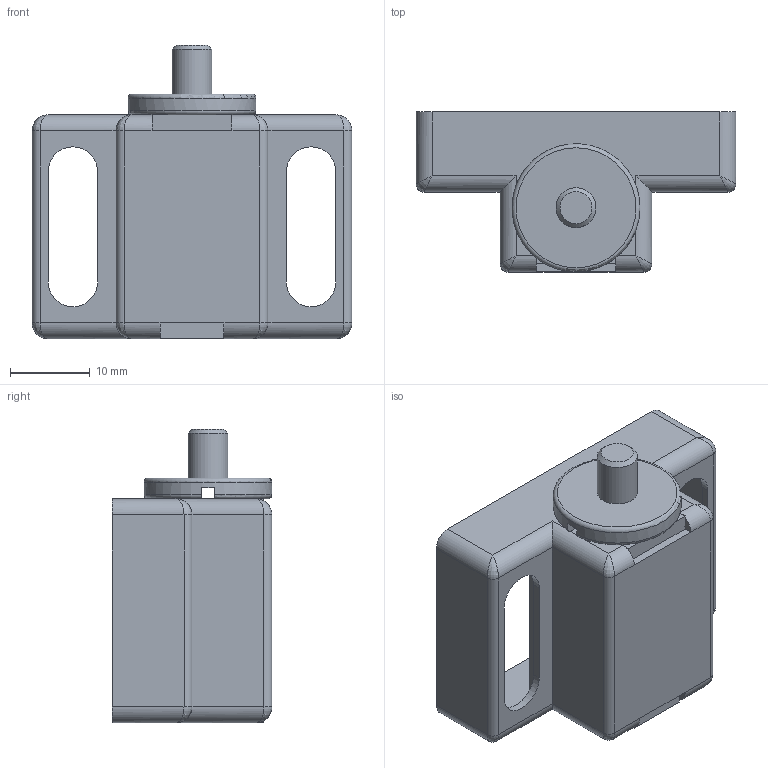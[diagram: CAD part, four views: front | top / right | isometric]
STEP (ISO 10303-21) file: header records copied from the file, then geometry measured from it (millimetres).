
FILE_DESCRIPTION(/* description */ ('magnete'),/* implementation_level */ '2;1');
FILE_NAME(/* name */ '19.157.00.stp',/* time_stamp */ '2014-07-31T17:22:26+02:00',/* author */ ('srubbiani'),/* organization */ (''),/* preprocessor_version */ 'ST-DEVELOPER v15.2',/* originating_system */ 'Autodesk Inventor 2014',/* authorisation */ '');
FILE_SCHEMA (('AUTOMOTIVE_DESIGN { 1 0 10303 214 3 1 1 }'));
Length unit declared in the file: millimetre
Products named in the file (4): 958510000714; 958510000715; 959510000634; 19.157.00
Bounding box: 40 x 20 x 36.7 mm (x, y, z)
Volume: 9454.7 mm3; surface area: 8323.6 mm2
Topology: 3 solids, 3 shells, 116 faces, 288 edges, 170 vertices
Faces by surface type: plane 62, cylinder 42, bspline 8, torus 3, cone 1
Full cylindrical faces by diameter (mm): 5 x1, 16 x1
Entity records: 4425 total; most frequent: CARTESIAN_POINT 1673, ORIENTED_EDGE 550, DIRECTION 544, EDGE_CURVE 275, LINE 196, VECTOR 196, AXIS2_PLACEMENT_3D 174, VERTEX_POINT 169
